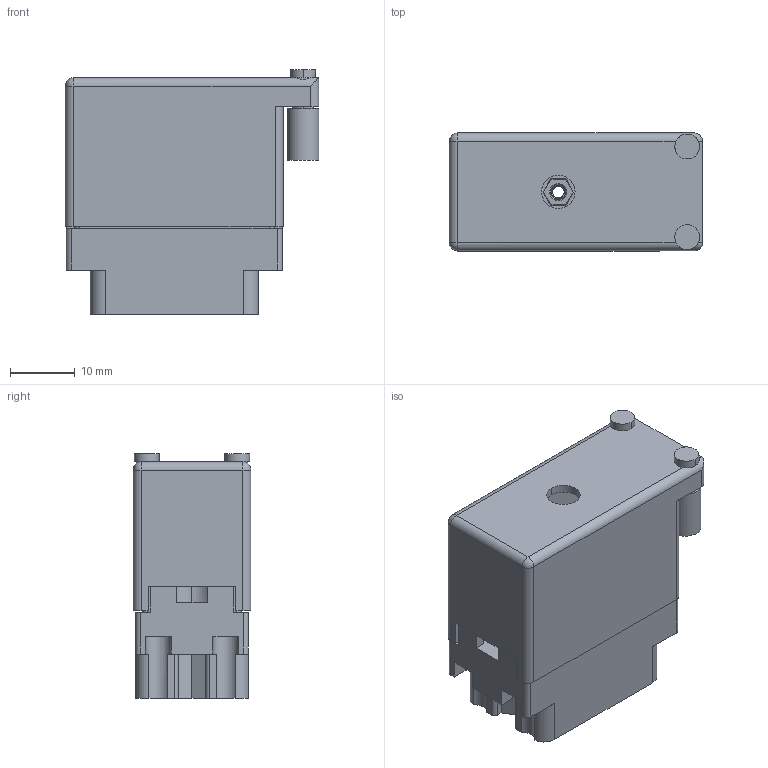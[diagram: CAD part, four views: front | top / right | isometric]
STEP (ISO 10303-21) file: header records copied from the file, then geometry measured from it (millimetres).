
FILE_DESCRIPTION (( 'STEP AP203' ), '1' );
FILE_NAME ('516-020-000-156.STEP', '2020-03-09T12:22:03', ( '' ), ( '' ), 'SwSTEP 2.0', 'SolidWorks 2016', '' );
FILE_SCHEMA (( 'CONFIG_CONTROL_DESIGN' ));
Length unit declared in the file: inch
Products named in the file (4): 516 Plug Insulator_020; 516-252-025-100_516-252-025-100; 516-230-001_Metal - 020 Side Entry; 516-020-000-156
Assembly tree (3 placements, depth 2):
  516-020-000-156
    516 Plug Insulator_020
    516-230-001_Metal - 020 Side Entry
    516-252-025-100_516-252-025-100
Bounding box: 39.12 x 18.16 x 37.77 mm (x, y, z)
Volume: 8292.4 mm3; surface area: 13045.9 mm2
Topology: 3 solids, 3 shells, 732 faces, 2121 edges, 1403 vertices
Faces by surface type: plane 477, cylinder 239, cone 11, bspline 3, sphere 2
Entity records: 27185 total; most frequent: CARTESIAN_POINT 7015, ORIENTED_EDGE 4238, DIRECTION 4062, EDGE_CURVE 2119, VECTOR 1524, LINE 1524, VERTEX_POINT 1403, AXIS2_PLACEMENT_3D 1269
